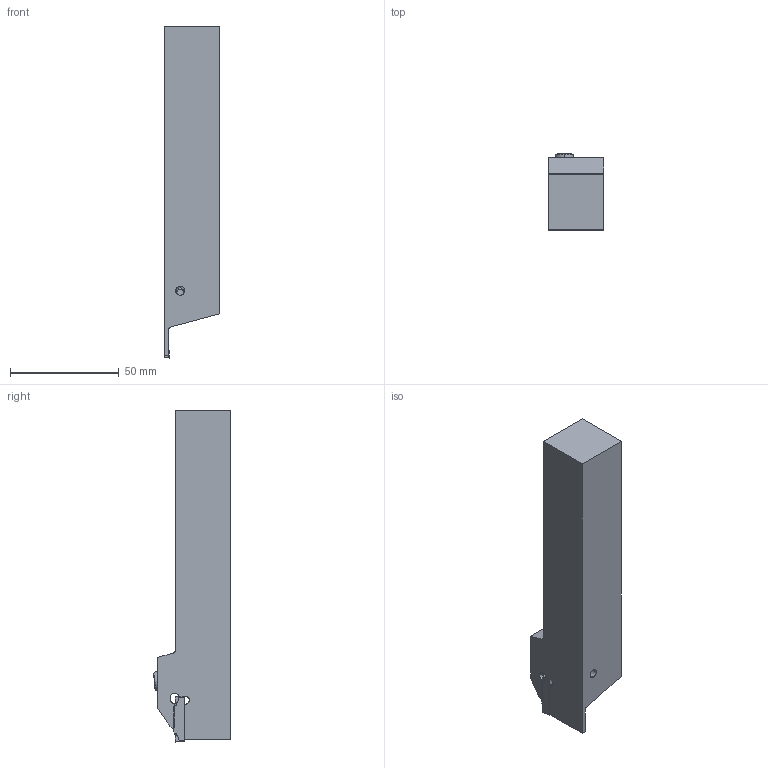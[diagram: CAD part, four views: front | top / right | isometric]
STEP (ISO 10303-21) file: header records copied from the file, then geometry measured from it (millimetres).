
FILE_DESCRIPTION(/* description */ (''),/* implementation_level */ '2;1');
FILE_NAME(/* name */ 'GYQRUS16D00-E20_CW0_098_IR0_008.stp',/* time_stamp */ '2023-03-20T14:54:45+09:00',/* author */ (''),/* organization */ (''),/* preprocessor_version */ 'ST-DEVELOPER v16',/* originating_system */ 'SIEMENS PLM Software NX 10.0',/* authorisation */ '');
FILE_SCHEMA (('AUTOMOTIVE_DESIGN { 1 0 10303 214 3 1 1 1 }'));
Length unit declared in the file: millimetre
Products named in the file (1): GYQRUS16D00-E20_CW0_098_IR0_008_ASM
Bounding box: 25.67 x 35.22 x 152.4 mm (x, y, z)
Volume: 88850.9 mm3; surface area: 17005.5 mm2
Topology: 2 solids, 3 shells, 90 faces, 272 edges, 220 vertices
Faces by surface type: plane 45, cylinder 26, cone 6, torus 5, extrusion 4, bspline 4
Entity records: 3668 total; most frequent: CARTESIAN_POINT 1163, ORIENTED_EDGE 488, DIRECTION 457, EDGE_CURVE 244, VERTEX_POINT 163, AXIS2_PLACEMENT_3D 155, VECTOR 147, LINE 143
